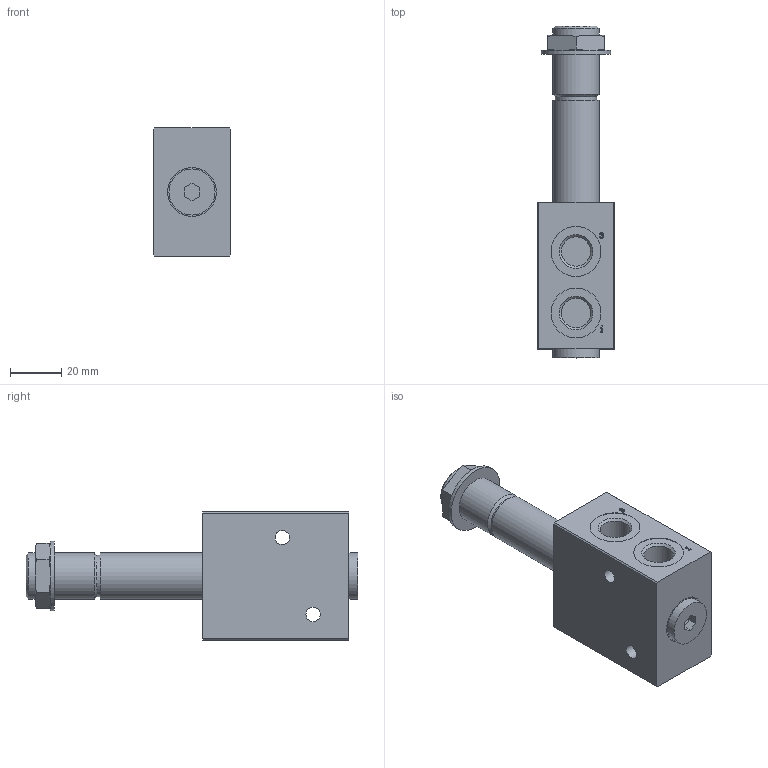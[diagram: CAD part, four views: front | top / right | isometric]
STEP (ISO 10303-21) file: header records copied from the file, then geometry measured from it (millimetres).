
FILE_DESCRIPTION(/* description */ ('STEP AP214'),/* implementation_level */ '2;1');
FILE_NAME(/* name */ '4515019_VOFD-L50T-M32-MN-G14-10-R1-F10',/* time_stamp */ '2024-09-17T01:33:57+02:00',/* author */ ('License CC BY-ND 4.0'),/* organization */ ('CADENAS'),/* preprocessor_version */ 'ST-DEVELOPER v19.3',/* originating_system */ 'PARTsolutions',/* authorisation */ ' ');
FILE_SCHEMA (('AUTOMOTIVE_DESIGN {1 0 10303 214 3 1 1}'));
Length unit declared in the file: millimetre
Products named in the file (3): 4515019 VOFD-L50T-M32-MN-G14-10-R1-F10; 3212962 VOFD-L50T-M32-MN-G14-10-R1-F10-P; Blind-1/4-R---(part)
Assembly tree (2 placements, depth 2):
  4515019 VOFD-L50T-M32-MN-G14-10-R1-F10
    3212962 VOFD-L50T-M32-MN-G14-10-R1-F10-P
    Blind-1/4-R---(part)
Bounding box: 30 x 129.5 x 50 mm (x, y, z)
Volume: 97699.2 mm3; surface area: 21224.5 mm2
Topology: 2 solids, 2 shells, 135 faces, 316 edges, 205 vertices
Faces by surface type: plane 85, cylinder 31, cone 19
Full cylindrical faces by diameter (mm): 5.6 x2, 11.445 x4, 13.157 x1, 16.06 x1, 18 x4, 19 x1, 19.5 x3, 27 x1
Entity records: 3794 total; most frequent: CARTESIAN_POINT 701, DIRECTION 621, ORIENTED_EDGE 578, EDGE_CURVE 289, AXIS2_PLACEMENT_3D 218, VERTEX_POINT 202, LINE 185, VECTOR 185
